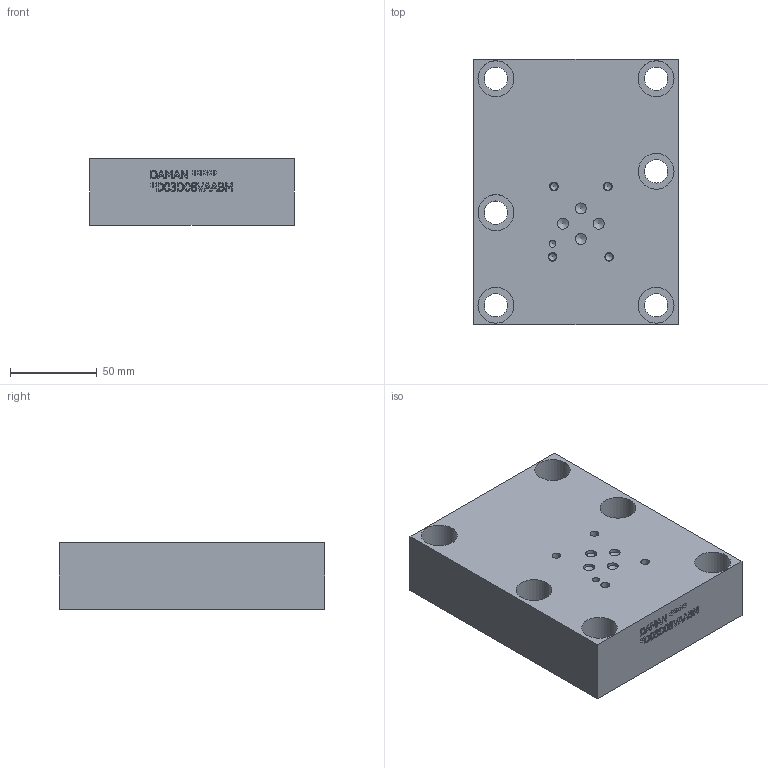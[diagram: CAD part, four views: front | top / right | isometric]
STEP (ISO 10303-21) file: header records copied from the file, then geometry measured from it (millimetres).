
FILE_DESCRIPTION(/* description */ (''),/* implementation_level */ '2;1');
FILE_NAME(/* name */ '_D03D08VAABM.stp',/* time_stamp */ '2021-11-12T10:43:06-05:00',/* author */ ('jrf'),/* organization */ (''),/* preprocessor_version */ 'ST-DEVELOPER v18',/* originating_system */ 'Autodesk Inventor 2020',/* authorisation */ '');
FILE_SCHEMA (('AUTOMOTIVE_DESIGN { 1 0 10303 214 3 1 1 }'));
Length unit declared in the file: millimetre
Products named in the file (1): Part__D03D08VAABM_3D
Bounding box: 117.47 x 152.4 x 38.1 mm (x, y, z)
Volume: 605552.9 mm3; surface area: 71289.7 mm2
Topology: 1 solids, 1 shells, 425 faces, 1161 edges, 787 vertices
Faces by surface type: plane 269, bspline 100, cylinder 39, cone 17
Full cylindrical faces by diameter (mm): 3.962 x1, 4.216 x4, 5.004 x4, 6.35 x6, 11.125 x2, 13.487 x6, 20.625 x6, 20.65 x4, 25.4 x2, 33.35 x4
Entity records: 14258 total; most frequent: CARTESIAN_POINT 3657, ORIENTED_EDGE 2288, DIRECTION 1730, EDGE_CURVE 1144, LINE 810, VECTOR 810, VERTEX_POINT 787, EDGE_LOOP 503
